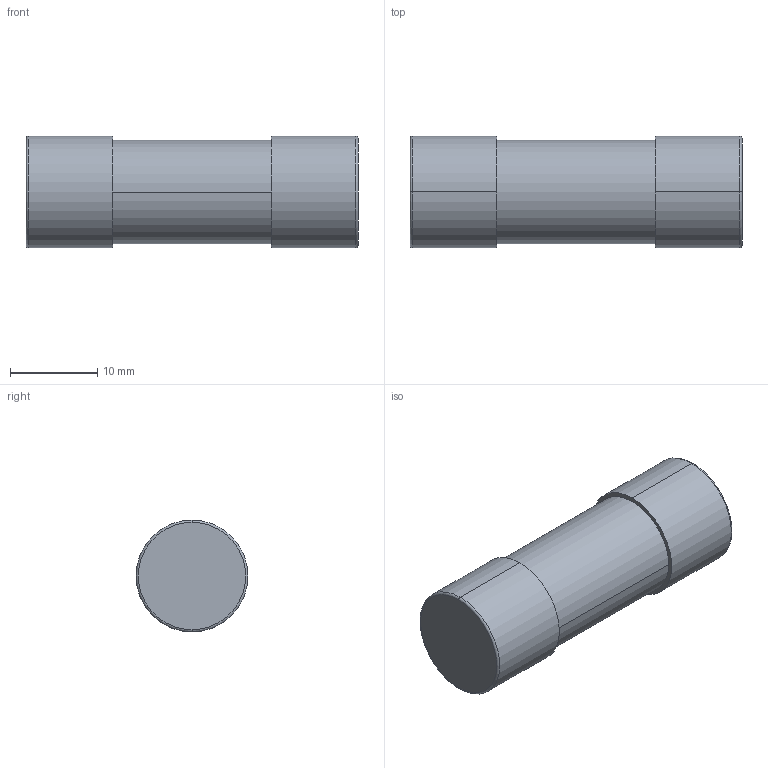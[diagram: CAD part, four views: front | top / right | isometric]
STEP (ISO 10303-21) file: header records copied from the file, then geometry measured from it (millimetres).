
FILE_DESCRIPTION((''),'2;1');
FILE_NAME('10X38FUSELINK_ASM','2018-07-31T13:58:41',('christopherlee'),(''),'CREO PARAMETRIC BY PTC INC, 2018020','CREO PARAMETRIC BY PTC INC, 2018020','');
FILE_SCHEMA(('AUTOMOTIVE_DESIGN { 1 0 10303 214 1 1 1 1 }'));
Length unit declared in the file: inch
Products named in the file (3): 10X38FUSECORE; FUSECAP; 10X38FUSELINK_ASM
Assembly tree (3 placements, depth 2):
  10X38FUSELINK_ASM
    10X38FUSECORE
    FUSECAP  x2
Bounding box: 38 x 12.8 x 12.8 mm (x, y, z)
Volume: 4550.3 mm3; surface area: 3590.1 mm2
Topology: 3 solids, 3 shells, 22 faces, 38 edges, 24 vertices
Faces by surface type: cylinder 10, plane 8, torus 4
Entity records: 1506 total; most frequent: PROPERTY_DEFINITION 165, REPRESENTATION 163, PROPERTY_DEFINITION_REPRESENTATION 163, DESCRIPTIVE_REPRESENTATION_ITEM 143, GENERAL_PROPERTY 140, GENERAL_PROPERTY_ASSOCIATION 140, DIRECTION 115, CARTESIAN_POINT 90
